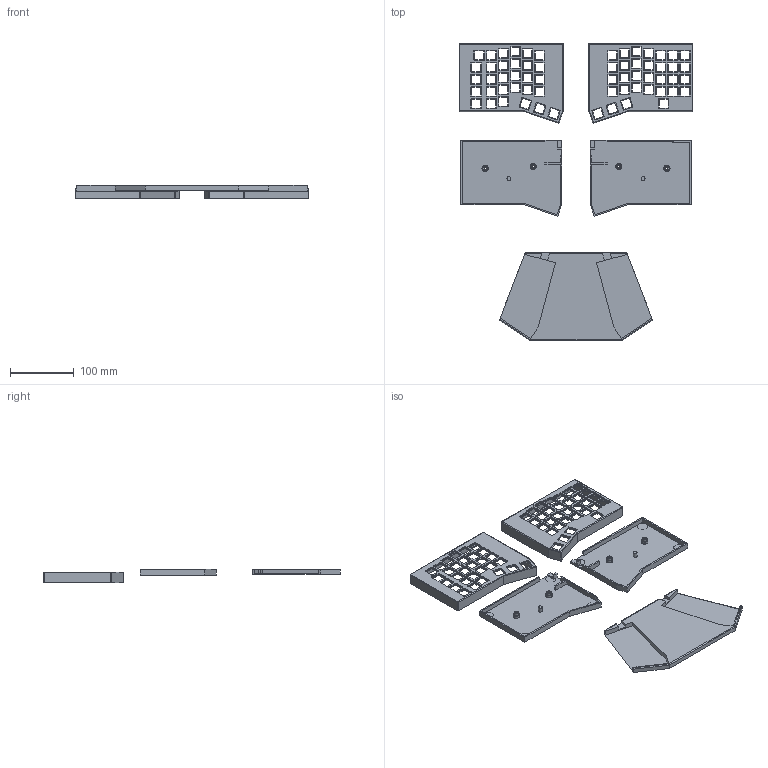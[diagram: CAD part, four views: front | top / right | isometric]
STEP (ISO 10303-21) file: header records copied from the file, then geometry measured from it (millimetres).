
FILE_DESCRIPTION(/* description */ ('STEP AP242','CAx-IF Rec.Pracs.---Representation and Presentation of Product Manufacturing Information (PMI)---4.0---2014-10-13','CAx-IF Rec.Pracs.---3D Tessellated Geometry---0.4---2014-09-14','2;1'),/* implementation_level */ '2;1');
FILE_NAME(/* name */ '673034a53f621c222bd077b1',/* time_stamp */ '2024-11-10T04:20:54Z',/* author */ (''),/* organization */ (''),/* preprocessor_version */ 'ST-DEVELOPER v20',/* originating_system */ 'ONSHAPE BY PTC INC, 1.189',/* authorisation */ ' ');
FILE_SCHEMA (('AP242_MANAGED_MODEL_BASED_3D_ENGINEERING_MIM_LF { 1 0 10303 442 1 1 4 }'));
Length unit declared in the file: metre
Products named in the file (5): body left; connector; lid left; body right; lid right
Bounding box: 367.45 x 466.53 x 22 mm (x, y, z)
Volume: 319891.1 mm3; surface area: 241500.2 mm2
Topology: 5 solids, 5 shells, 1116 faces, 3011 edges, 1990 vertices
Faces by surface type: plane 754, cylinder 350, sphere 10, torus 2
Full cylindrical faces by diameter (mm): 3.5 x4, 4.25 x4, 5.25 x2, 6.25 x8, 7 x8, 10 x4, 16 x8
Entity records: 35026 total; most frequent: CARTESIAN_POINT 6070, ORIENTED_EDGE 5922, DIRECTION 5903, EDGE_CURVE 2961, LINE 2261, VECTOR 2261, VERTEX_POINT 1988, AXIS2_PLACEMENT_3D 1821
